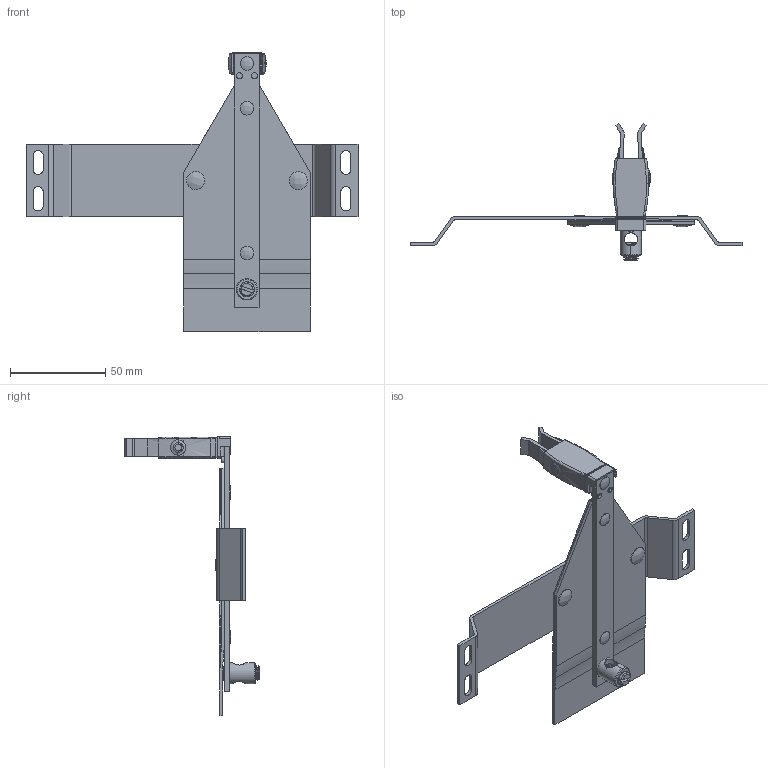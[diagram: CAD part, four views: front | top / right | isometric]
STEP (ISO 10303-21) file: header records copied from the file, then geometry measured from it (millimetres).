
FILE_DESCRIPTION (( 'STEP AP214' ), '1' );
FILE_NAME ('BOSN60A240V.STEP', '2024-03-22T04:35:46', ( '' ), ( '' ), 'SwSTEP 2.0', 'SolidWorks 2023', '' );
FILE_SCHEMA (( 'AUTOMOTIVE_DESIGN' ));
Length unit declared in the file: inch
Products named in the file (15): 920102-001_Rivet, Truss Head .125 Shank O.D., Head .281_920102-001_Rivet, Truss Head .125 Shank O.D.; BOSN60A240V-003_Wire Clamp; BOSN60A240V-002_Stab Support; 102231-001_BOSN60A240V-Stab; BOSN60A240V; BOSN60A240V-004_Bakelite Shield_BENT FOR RIVET; 901209-001_5-16 Set Screw, Slotted_98057A712; BOSN60A240V-001_Bracket; 102235-001_BOSN60A240V-Stab Spring; BOSNuetral_60A240V_Stab; BOSN60A240V-005_Phenolic Shield; 920101-001_Rivet, Truss Head .1875 Shank O.D., Head .375; 102232-001_BOSN60A240V, Heat Shrink; 920102-001_Rivet, Truss Head .125 Shank O.D., Head .281_920102-001_Rivet, Truss Head .125 Shank O.D._2; 920103-001_Truss Head .1406 Shank O.D., Head .312, .635 Ht_920103-001_Truss Head .1406 Shank O.D., H
Assembly tree (18 placements, depth 3):
  BOSN60A240V
    BOSN60A240V-001_Bracket
    BOSNuetral_60A240V_Stab
      102231-001_BOSN60A240V-Stab
      102235-001_BOSN60A240V-Stab Spring  x2
      920103-001_Truss Head .1406 Shank O.D., Head .312, .635 Ht_920103-001_Truss Head .1406 Shank O.D., H
      920102-001_Rivet, Truss Head .125 Shank O.D., Head .281_920102-001_Rivet, Truss Head .125 Shank O.D.
      102232-001_BOSN60A240V, Heat Shrink
    BOSN60A240V-003_Wire Clamp
    BOSN60A240V-004_Bakelite Shield_BENT FOR RIVET
    BOSN60A240V-005_Phenolic Shield
    901209-001_5-16 Set Screw, Slotted_98057A712
    920101-001_Rivet, Truss Head .1875 Shank O.D., Head .375  x2
    920102-001_Rivet, Truss Head .125 Shank O.D., Head .281_920102-001_Rivet, Truss Head .125 Shank O.D.  x2
    920102-001_Rivet, Truss Head .125 Shank O.D., Head .281_920102-001_Rivet, Truss Head .125 Shank O.D._2
    BOSN60A240V-002_Stab Support
Bounding box: 174.62 x 71.49 x 146.81 mm (x, y, z)
Volume: 37346.9 mm3; surface area: 56555.8 mm2
Topology: 17 solids, 17 shells, 464 faces, 1171 edges, 734 vertices
Faces by surface type: cylinder 210, plane 120, bspline 104, cone 30
Entity records: 19881 total; most frequent: CARTESIAN_POINT 9753, ORIENTED_EDGE 2102, DIRECTION 1921, EDGE_CURVE 1051, AXIS2_PLACEMENT_3D 738, VERTEX_POINT 671, EDGE_LOOP 472, LINE 445
